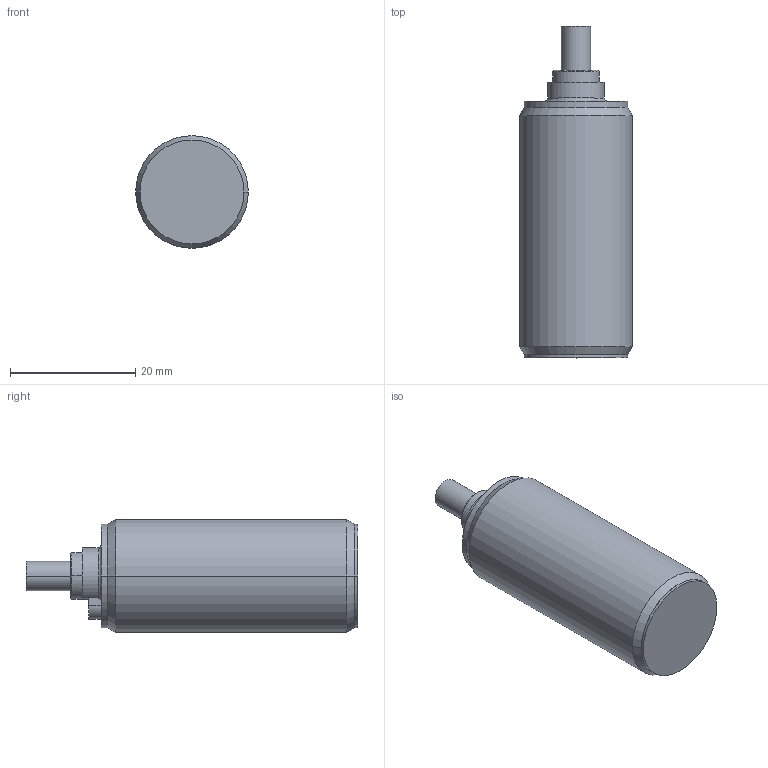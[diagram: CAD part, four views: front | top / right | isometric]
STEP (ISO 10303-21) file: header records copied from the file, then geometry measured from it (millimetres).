
FILE_DESCRIPTION((''),'2;1');
FILE_NAME('DM_CAD-3183_SW0001','2017-08-08T',('creinig-se'),(''),'PRO/ENGINEER BY PARAMETRIC TECHNOLOGY CORPORATION, 2015440','PRO/ENGINEER BY PARAMETRIC TECHNOLOGY CORPORATION, 2015440','');
FILE_SCHEMA(('CONFIG_CONTROL_DESIGN'));
Length unit declared in the file: millimetre
Products named in the file (1): DM_CAD-3183_SW0001
Bounding box: 18 x 53 x 18 mm (x, y, z)
Volume: 10696 mm3; surface area: 3083 mm2
Topology: 1 solids, 1 shells, 49 faces, 178 edges, 185 vertices
Faces by surface type: plane 23, cylinder 16, torus 6, cone 4
Entity records: 2413 total; most frequent: DIRECTION 357, CARTESIAN_POINT 328, ORIENTED_EDGE 254, AXIS2_PLACEMENT_3D 131, EDGE_CURVE 127, PRESENTATION_STYLE_ASSIGNMENT 101, STYLED_ITEM 101, VECTOR 95
